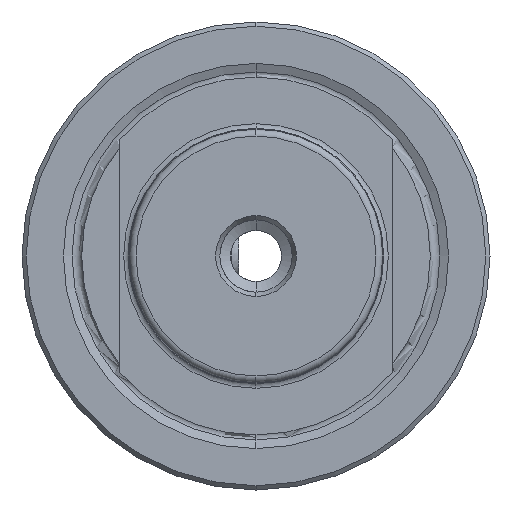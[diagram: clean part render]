
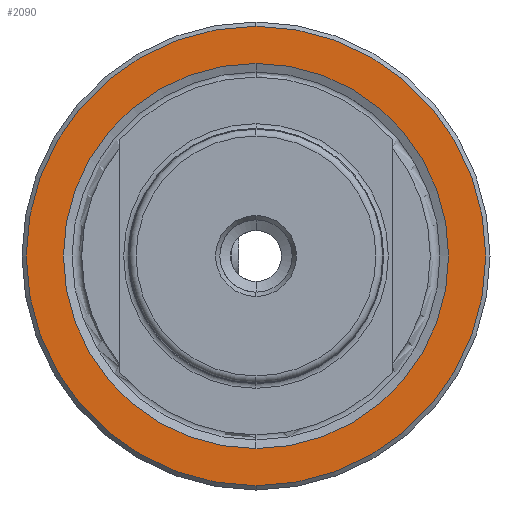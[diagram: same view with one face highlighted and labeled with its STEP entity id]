
A CAD part, left-side view. The second image highlights one B-rep face of the part: STEP entity #2090.
In plain terms, the highlighted planar face has unit normal (-1, 0, 0).
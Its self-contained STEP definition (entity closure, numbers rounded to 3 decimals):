
#42 = EDGE_LOOP ( 'NONE', ( #2977, #395 ) ) ;
#135 = DIRECTION ( 'NONE',  ( -1., 0., 0. ) ) ;
#302 = VERTEX_POINT ( 'NONE', #604 ) ;
#395 = ORIENTED_EDGE ( 'NONE', *, *, #3182, .F. ) ;
#433 = FACE_OUTER_BOUND ( 'NONE', #2919, .T. ) ;
#537 = EDGE_CURVE ( 'NONE', #2378, #302, #1214, .T. ) ;
#570 = CARTESIAN_POINT ( 'NONE',  ( 30., 0., 0. ) ) ;
#604 = CARTESIAN_POINT ( 'NONE',  ( 30., 0., 27. ) ) ;
#717 = CIRCLE ( 'NONE', #3215, 27. ) ;
#770 = CIRCLE ( 'NONE', #1239, 22.632 ) ;
#808 = DIRECTION ( 'NONE',  ( -1., 0., 0. ) ) ;
#951 = DIRECTION ( 'NONE',  ( 1., 0., 0. ) ) ;
#1187 = CARTESIAN_POINT ( 'NONE',  ( 30., 0., 0. ) ) ;
#1214 = CIRCLE ( 'NONE', #2052, 27. ) ;
#1239 = AXIS2_PLACEMENT_3D ( 'NONE', #2767, #2004, #2276 ) ;
#1411 = CARTESIAN_POINT ( 'NONE',  ( 30., 0., 22.632 ) ) ;
#1721 = DIRECTION ( 'NONE',  ( 0., 0., -1. ) ) ;
#1757 = ORIENTED_EDGE ( 'NONE', *, *, #3065, .T. ) ;
#1885 = DIRECTION ( 'NONE',  ( 0., 0., 1. ) ) ;
#1977 = FACE_BOUND ( 'NONE', #42, .T. ) ;
#2004 = DIRECTION ( 'NONE',  ( -1., 0., 0. ) ) ;
#2024 = CIRCLE ( 'NONE', #2686, 22.632 ) ;
#2052 = AXIS2_PLACEMENT_3D ( 'NONE', #570, #808, #2797 ) ;
#2090 = ADVANCED_FACE ( 'NONE', ( #1977, #433 ), #2940, .F. ) ;
#2181 = DIRECTION ( 'NONE',  ( 0., 0., 1. ) ) ;
#2244 = CARTESIAN_POINT ( 'NONE',  ( 30., 0., 22.632 ) ) ;
#2276 = DIRECTION ( 'NONE',  ( 0., 0., 1. ) ) ;
#2320 = CARTESIAN_POINT ( 'NONE',  ( 30., 0., 0. ) ) ;
#2340 = CARTESIAN_POINT ( 'NONE',  ( 30., 0., -27. ) ) ;
#2378 = VERTEX_POINT ( 'NONE', #2340 ) ;
#2579 = AXIS2_PLACEMENT_3D ( 'NONE', #1411, #951, #1721 ) ;
#2665 = CARTESIAN_POINT ( 'NONE',  ( 30., 0., -22.632 ) ) ;
#2681 = DIRECTION ( 'NONE',  ( -1., 0., 0. ) ) ;
#2686 = AXIS2_PLACEMENT_3D ( 'NONE', #2320, #135, #1885 ) ;
#2708 = VERTEX_POINT ( 'NONE', #2665 ) ;
#2767 = CARTESIAN_POINT ( 'NONE',  ( 30., 0., 0. ) ) ;
#2797 = DIRECTION ( 'NONE',  ( 0., 0., 1. ) ) ;
#2919 = EDGE_LOOP ( 'NONE', ( #2936, #1757 ) ) ;
#2936 = ORIENTED_EDGE ( 'NONE', *, *, #537, .T. ) ;
#2940 = PLANE ( 'NONE',  #2579 ) ;
#2977 = ORIENTED_EDGE ( 'NONE', *, *, #3015, .F. ) ;
#3015 = EDGE_CURVE ( 'NONE', #3145, #2708, #2024, .T. ) ;
#3065 = EDGE_CURVE ( 'NONE', #302, #2378, #717, .T. ) ;
#3145 = VERTEX_POINT ( 'NONE', #2244 ) ;
#3182 = EDGE_CURVE ( 'NONE', #2708, #3145, #770, .T. ) ;
#3215 = AXIS2_PLACEMENT_3D ( 'NONE', #1187, #2681, #2181 ) ;
